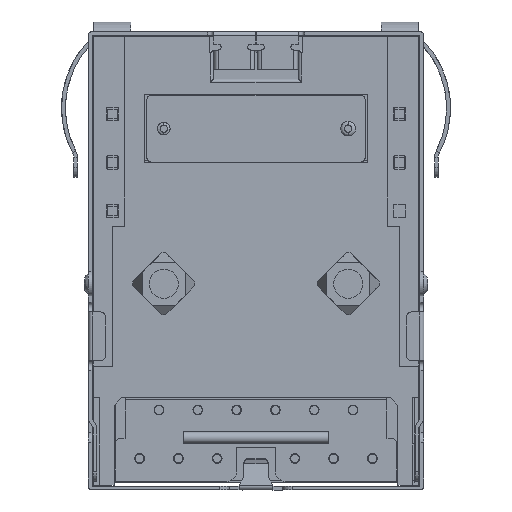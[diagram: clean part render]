
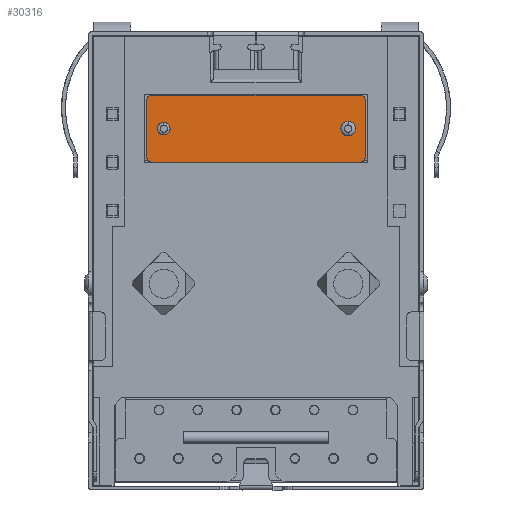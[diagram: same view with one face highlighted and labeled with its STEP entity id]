
A CAD part, front view. The second image highlights one B-rep face of the part: STEP entity #30316.
In plain terms, the highlighted planar face has unit normal (0, -1, 0).
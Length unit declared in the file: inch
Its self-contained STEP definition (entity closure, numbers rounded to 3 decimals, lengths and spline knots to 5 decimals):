
#1177=CIRCLE('',#31701,0.01);
#1179=CIRCLE('',#31706,0.01);
#1269=CIRCLE('',#32009,0.01);
#1482=CIRCLE('',#32576,0.01289);
#1483=CIRCLE('',#32578,0.01526);
#1484=CIRCLE('',#32580,0.01);
#7183=ORIENTED_EDGE('',*,*,#14132,.T.);
#7184=ORIENTED_EDGE('',*,*,#14133,.T.);
#7185=ORIENTED_EDGE('',*,*,#14255,.T.);
#7186=ORIENTED_EDGE('',*,*,#12102,.F.);
#7187=ORIENTED_EDGE('',*,*,#12094,.F.);
#7188=ORIENTED_EDGE('',*,*,#12115,.F.);
#7189=ORIENTED_EDGE('',*,*,#12670,.F.);
#7190=ORIENTED_EDGE('',*,*,#14134,.F.);
#7191=ORIENTED_EDGE('',*,*,#13001,.F.);
#7192=ORIENTED_EDGE('',*,*,#12997,.F.);
#12094=EDGE_CURVE('',#16159,#16160,#18947,.T.);
#12102=EDGE_CURVE('',#16160,#16165,#1177,.T.);
#12115=EDGE_CURVE('',#16172,#16159,#1179,.T.);
#12670=EDGE_CURVE('',#16599,#16172,#19466,.T.);
#12997=EDGE_CURVE('',#16817,#16818,#1269,.T.);
#13001=EDGE_CURVE('',#16818,#16820,#19750,.T.);
#14132=EDGE_CURVE('',#17512,#17512,#1482,.T.);
#14133=EDGE_CURVE('',#17513,#17513,#1483,.T.);
#14134=EDGE_CURVE('',#16820,#16599,#1484,.T.);
#14255=EDGE_CURVE('',#16817,#16165,#20677,.T.);
#16159=VERTEX_POINT('',#45537);
#16160=VERTEX_POINT('',#45538);
#16165=VERTEX_POINT('',#45552);
#16172=VERTEX_POINT('',#45574);
#16599=VERTEX_POINT('',#46674);
#16817=VERTEX_POINT('',#47318);
#16818=VERTEX_POINT('',#47320);
#16820=VERTEX_POINT('',#47325);
#17512=VERTEX_POINT('',#50523);
#17513=VERTEX_POINT('',#50526);
#18947=LINE('',#45536,#22377);
#19466=LINE('',#46675,#22896);
#19750=LINE('',#47327,#23180);
#20677=LINE('',#50755,#24107);
#22377=VECTOR('',#36032,39.37008);
#22896=VECTOR('',#36909,39.37008);
#23180=VECTOR('',#37459,39.37008);
#24107=VECTOR('',#39722,39.37008);
#25607=EDGE_LOOP('',(#7183));
#25608=EDGE_LOOP('',(#7184));
#25609=EDGE_LOOP('',(#7185,#7186,#7187,#7188,#7189,#7190,#7191,#7192));
#27423=FACE_BOUND('',#25607,.T.);
#27424=FACE_BOUND('',#25608,.T.);
#27425=FACE_BOUND('',#25609,.T.);
#28851=PLANE('',#32679);
#30316=ADVANCED_FACE('',(#27423,#27424,#27425),#28851,.F.);
#31701=AXIS2_PLACEMENT_3D('',#45551,#36043,#36044);
#31706=AXIS2_PLACEMENT_3D('',#45575,#36064,#36065);
#32009=AXIS2_PLACEMENT_3D('',#47319,#37452,#37453);
#32576=AXIS2_PLACEMENT_3D('',#50522,#39404,#39405);
#32578=AXIS2_PLACEMENT_3D('',#50525,#39408,#39409);
#32580=AXIS2_PLACEMENT_3D('',#50528,#39412,#39413);
#32679=AXIS2_PLACEMENT_3D('',#50756,#39723,#39724);
#36032=DIRECTION('',(-1.,0.,0.));
#36043=DIRECTION('',(0.,1.,0.));
#36044=DIRECTION('',(0.,0.,1.));
#36064=DIRECTION('',(0.,1.,0.));
#36065=DIRECTION('',(0.,0.,1.));
#36909=DIRECTION('',(0.,0.,-1.));
#37452=DIRECTION('',(0.,1.,0.));
#37453=DIRECTION('',(0.,0.,1.));
#37459=DIRECTION('',(1.,0.,0.));
#39404=DIRECTION('',(0.,1.,0.));
#39405=DIRECTION('',(0.,0.,1.));
#39408=DIRECTION('',(0.,1.,0.));
#39409=DIRECTION('',(0.,0.,1.));
#39412=DIRECTION('',(0.,1.,0.));
#39413=DIRECTION('',(0.,0.,1.));
#39722=DIRECTION('',(0.,0.,-1.));
#39723=DIRECTION('',(0.,1.,0.));
#39724=DIRECTION('',(1.,0.,0.));
#45536=CARTESIAN_POINT('',(0.,-0.117,0.216));
#45537=CARTESIAN_POINT('',(0.215,-0.117,0.216));
#45538=CARTESIAN_POINT('',(-0.215,-0.117,0.216));
#45551=CARTESIAN_POINT('',(-0.215,-0.117,0.226));
#45552=CARTESIAN_POINT('',(-0.225,-0.117,0.226));
#45574=CARTESIAN_POINT('',(0.225,-0.117,0.226));
#45575=CARTESIAN_POINT('',(0.215,-0.117,0.226));
#46674=CARTESIAN_POINT('',(0.225,-0.117,0.344));
#46675=CARTESIAN_POINT('',(0.225,-0.117,0.46225));
#47318=CARTESIAN_POINT('',(-0.225,-0.117,0.344));
#47319=CARTESIAN_POINT('',(-0.215,-0.117,0.344));
#47320=CARTESIAN_POINT('',(-0.215,-0.117,0.354));
#47325=CARTESIAN_POINT('',(0.215,-0.117,0.354));
#47327=CARTESIAN_POINT('',(0.,-0.117,0.354));
#50522=CARTESIAN_POINT('',(-0.19,-0.117,0.285));
#50523=CARTESIAN_POINT('',(-0.19,-0.117,0.29789));
#50525=CARTESIAN_POINT('',(0.19,-0.117,0.285));
#50526=CARTESIAN_POINT('',(0.19,-0.117,0.30026));
#50528=CARTESIAN_POINT('',(0.215,-0.117,0.344));
#50755=CARTESIAN_POINT('',(-0.225,-0.117,-0.035));
#50756=CARTESIAN_POINT('',(-0.19,-0.117,-0.035));
